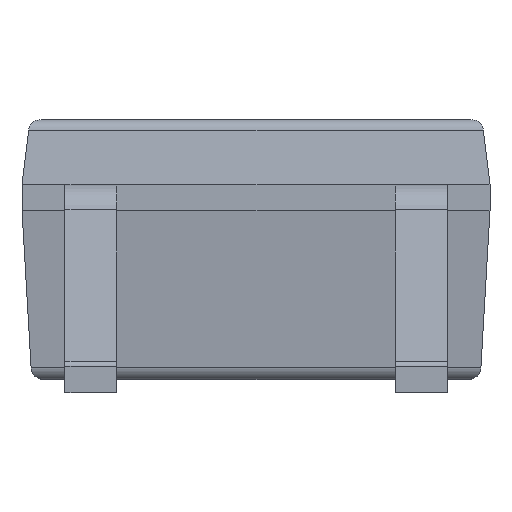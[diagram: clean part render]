
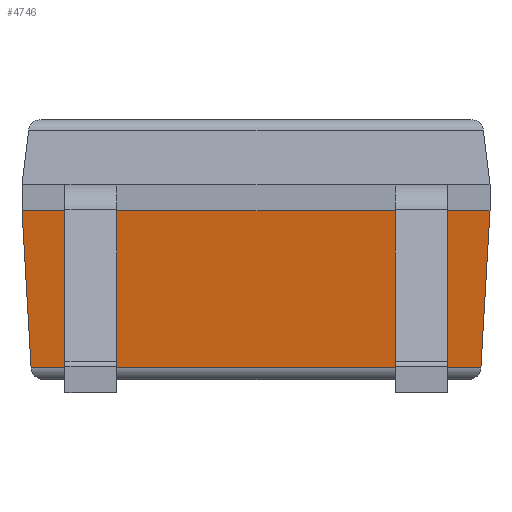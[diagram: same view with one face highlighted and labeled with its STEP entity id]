
A CAD part, left-side view. The second image highlights one B-rep face of the part: STEP entity #4746.
In plain terms, the highlighted planar face has unit normal (-0.995, 0, -0.097).
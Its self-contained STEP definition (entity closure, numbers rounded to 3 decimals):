
#410=ORIENTED_EDGE('',*,*,#1323,.T.);
#411=ORIENTED_EDGE('',*,*,#1296,.T.);
#412=ORIENTED_EDGE('',*,*,#1327,.T.);
#413=ORIENTED_EDGE('',*,*,#1307,.T.);
#414=ORIENTED_EDGE('',*,*,#1436,.T.);
#415=ORIENTED_EDGE('',*,*,#1437,.T.);
#416=ORIENTED_EDGE('',*,*,#1438,.F.);
#417=ORIENTED_EDGE('',*,*,#1439,.F.);
#1296=EDGE_CURVE('',#1819,#1818,#2158,.T.);
#1307=EDGE_CURVE('',#1826,#1825,#2169,.T.);
#1323=EDGE_CURVE('',#1834,#1819,#2185,.T.);
#1327=EDGE_CURVE('',#1818,#1826,#2189,.T.);
#1436=EDGE_CURVE('',#1825,#1943,#2272,.T.);
#1437=EDGE_CURVE('',#1943,#1944,#2273,.T.);
#1438=EDGE_CURVE('',#1945,#1944,#2274,.T.);
#1439=EDGE_CURVE('',#1834,#1945,#2275,.T.);
#1818=VERTEX_POINT('',#5976);
#1819=VERTEX_POINT('',#5978);
#1825=VERTEX_POINT('',#5998);
#1826=VERTEX_POINT('',#6000);
#1834=VERTEX_POINT('',#6030);
#1943=VERTEX_POINT('',#6791);
#1944=VERTEX_POINT('',#6793);
#1945=VERTEX_POINT('',#6795);
#2158=LINE('',#5977,#2520);
#2169=LINE('',#5999,#2531);
#2185=LINE('',#6029,#2547);
#2189=LINE('',#6036,#2551);
#2272=LINE('',#6790,#2634);
#2273=LINE('',#6792,#2635);
#2274=LINE('',#6794,#2636);
#2275=LINE('',#6796,#2637);
#2520=VECTOR('',#5180,1000.);
#2531=VECTOR('',#5199,1000.);
#2547=VECTOR('',#5227,1000.);
#2551=VECTOR('',#5233,1000.);
#2634=VECTOR('',#5326,1000.);
#2635=VECTOR('',#5327,1000.);
#2636=VECTOR('',#5328,1000.);
#2637=VECTOR('',#5329,1000.);
#2913=EDGE_LOOP('',(#410,#411,#412,#413,#414,#415,#416,#417));
#3157=FACE_BOUND('',#2913,.T.);
#3383=PLANE('',#4974);
#4746=ADVANCED_FACE('',(#3157),#3383,.F.);
#4974=AXIS2_PLACEMENT_3D('',#6789,#5324,#5325);
#5180=DIRECTION('',(0.,1.,0.));
#5199=DIRECTION('',(0.,1.,0.));
#5227=DIRECTION('',(0.,1.,0.));
#5233=DIRECTION('',(0.,1.,0.));
#5324=DIRECTION('',(0.995,0.,0.097));
#5325=DIRECTION('',(0.097,0.,-0.995));
#5326=DIRECTION('',(0.,1.,0.));
#5327=DIRECTION('',(0.097,-0.057,-0.994));
#5328=DIRECTION('',(0.,1.,0.));
#5329=DIRECTION('',(0.097,0.057,-0.994));
#5976=CARTESIAN_POINT('',(-2.2,-1.07,1.4));
#5977=CARTESIAN_POINT('',(-2.2,-1.8,1.4));
#5978=CARTESIAN_POINT('',(-2.2,-1.47,1.4));
#5998=CARTESIAN_POINT('',(-2.2,1.47,1.4));
#5999=CARTESIAN_POINT('',(-2.2,-1.8,1.4));
#6000=CARTESIAN_POINT('',(-2.2,1.07,1.4));
#6029=CARTESIAN_POINT('',(-2.2,-1.8,1.4));
#6030=CARTESIAN_POINT('',(-2.2,-1.8,1.4));
#6036=CARTESIAN_POINT('',(-2.2,-1.8,1.4));
#6789=CARTESIAN_POINT('',(-2.2,-1.8,1.4));
#6790=CARTESIAN_POINT('',(-2.2,-1.8,1.4));
#6791=CARTESIAN_POINT('',(-2.2,1.8,1.4));
#6792=CARTESIAN_POINT('',(-2.18,1.788,1.194));
#6793=CARTESIAN_POINT('',(-2.082,1.73,0.19));
#6794=CARTESIAN_POINT('',(-2.082,-1.8,0.19));
#6795=CARTESIAN_POINT('',(-2.082,-1.73,0.19));
#6796=CARTESIAN_POINT('',(-2.2,-1.8,1.4));
